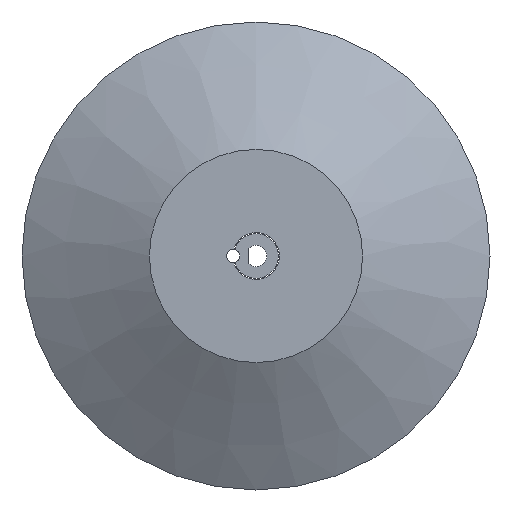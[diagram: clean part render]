
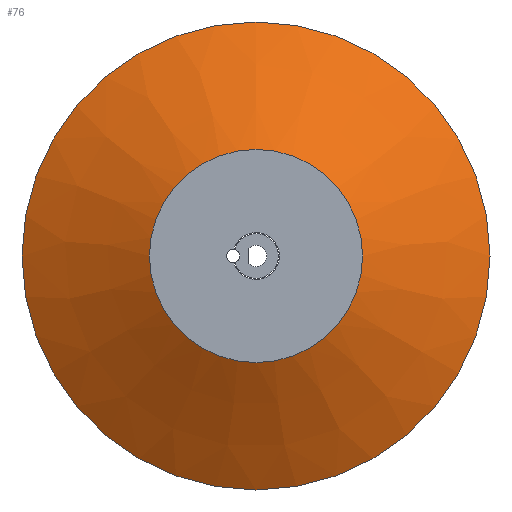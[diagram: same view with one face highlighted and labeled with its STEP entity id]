
A CAD part, front view. The second image highlights one B-rep face of the part: STEP entity #76.
In plain terms, the highlighted conical face has half-angle 60 degrees and reference radius 25.469 mm.
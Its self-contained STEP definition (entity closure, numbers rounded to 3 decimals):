
#76=ADVANCED_FACE('',(#327,#329),#331,.T.);
#327=FACE_OUTER_BOUND('',#328,.T.);
#328=EDGE_LOOP('',(#985));
#329=FACE_OUTER_BOUND('',#330,.T.);
#330=EDGE_LOOP('',(#986));
#331=CONICAL_SURFACE('',#332,25.469,1.047);
#332=AXIS2_PLACEMENT_3D('',#333,#334,#335);
#333=CARTESIAN_POINT('',(0.,5.503,0.));
#334=DIRECTION('',(0.,1.,0.));
#335=DIRECTION('',(0.,0.,-1.));
#985=ORIENTED_EDGE('',*,*,#1489,.T.);
#986=ORIENTED_EDGE('',*,*,#1485,.F.);
#1485=EDGE_CURVE('',#1756,#1756,#1757,.T.);
#1489=EDGE_CURVE('',#1762,#1762,#1763,.T.);
#1756=VERTEX_POINT('',#2230);
#1757=CIRCLE('',#2231,15.938);
#1762=VERTEX_POINT('',#2248);
#1763=CIRCLE('',#2249,35.);
#2230=CARTESIAN_POINT('',(0.,0.,15.938));
#2231=AXIS2_PLACEMENT_3D('',#2232,#2233,#2234);
#2232=CARTESIAN_POINT('',(0.,0.,0.));
#2233=DIRECTION('',(0.,-1.,0.));
#2234=DIRECTION('',(0.,0.,1.));
#2248=CARTESIAN_POINT('',(0.,11.006,35.));
#2249=AXIS2_PLACEMENT_3D('',#2250,#2251,#2252);
#2250=CARTESIAN_POINT('',(0.,11.006,0.));
#2251=DIRECTION('',(0.,-1.,0.));
#2252=DIRECTION('',(0.,0.,1.));
